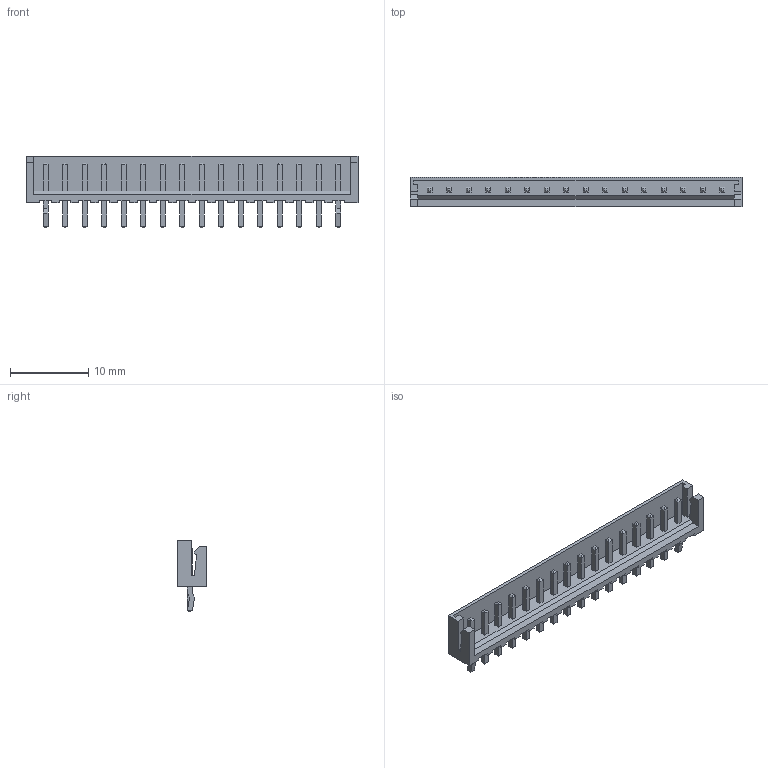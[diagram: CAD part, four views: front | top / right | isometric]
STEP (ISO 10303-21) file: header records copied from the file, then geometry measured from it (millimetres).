
FILE_DESCRIPTION(/* description */ ('model of JST_EH_B16B-EH-A_1x16_P2.50mm_Vertical'),/* implementation_level */ '2;1');
FILE_NAME(/* name */ 'JST_EH_B16B-EH-A_1x16_P2.50mm_Vertical.step',/* time_stamp */ '2017-12-06T01:09:20',/* author */ ('Rene Poeschl',''),/* organization */ (''),/* preprocessor_version */ '',/* originating_system */ '',/* authorisation */ '');
FILE_SCHEMA(('AUTOMOTIVE_DESIGN { 1 0 10303 214 1 1 1 1 }'));
Length unit declared in the file: millimetre
Products named in the file (1): JST_B16B_EH_A
Bounding box: 42.5 x 3.8 x 9.2 mm (x, y, z)
Volume: 347 mm3; surface area: 1211.1 mm2
Topology: 1 solids, 1 shells, 390 faces, 948 edges, 592 vertices
Faces by surface type: plane 390
Entity records: 7607 total; most frequent: ORIENTED_EDGE 1526, CARTESIAN_POINT 1334, EDGE_CURVE 948, LINE 842, VERTEX_POINT 592, FACE_BOUND 422, EDGE_LOOP 422, ADVANCED_FACE 390
